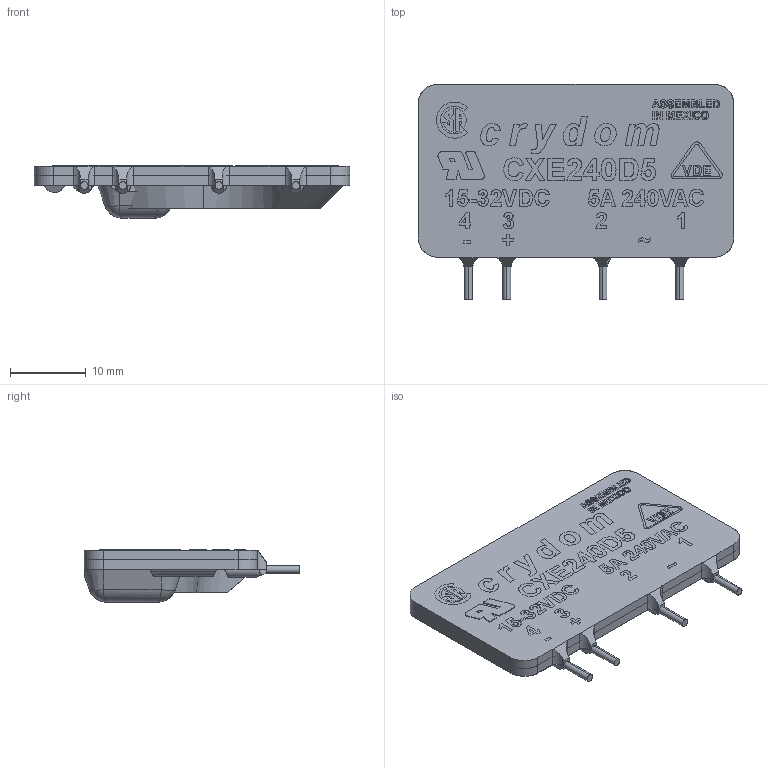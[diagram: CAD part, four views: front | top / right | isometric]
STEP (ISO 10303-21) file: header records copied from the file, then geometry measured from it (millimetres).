
FILE_DESCRIPTION(('FreeCAD Model'),'2;1');
FILE_NAME('CXE240D5.step','2018-12-24T19:25:11',('Author'),(''), 'Open CASCADE STEP processor 7.2','FreeCAD','Unknown');
FILE_SCHEMA(('AUTOMOTIVE_DESIGN { 1 0 10303 214 1 1 1 1 }'));
Length unit declared in the file: millimetre
Products named in the file (175): Face004; Face005; IN_MESSICO; Face; Face001; Face002; Face028; Face003; 5A_240VAC; CXE240D5; 15-32VDC; 4321; +-; CRYDOM; ASSEMBLED; Face019; Face022; Face015; Face006; Face011; Face013; Face009; Face018; Face021; Face017; Face023; Face016; Face025; Face020; Face008; Face026; Face007; Face012; Face014; Face010; Face024; Face027; Face074; Face045; Face040 ...
Bounding box: 41.66 x 28.48 x 6.93 mm (x, y, z)
Volume: 12.3 mm3; surface area: 6934.6 mm2
Topology: 8 solids, 226 shells, 336 faces, 2018 edges, 1912 vertices
Faces by surface type: plane 232, cylinder 78, extrusion 16, cone 6, bspline 4
Entity records: 52003 total; most frequent: CARTESIAN_POINT 22847, DIRECTION 3359, VECTOR 2399, LINE 2383, ORIENTED_EDGE 2320, PCURVE 2320, DEFINITIONAL_REPRESENTATION 2320, EDGE_CURVE 2014
